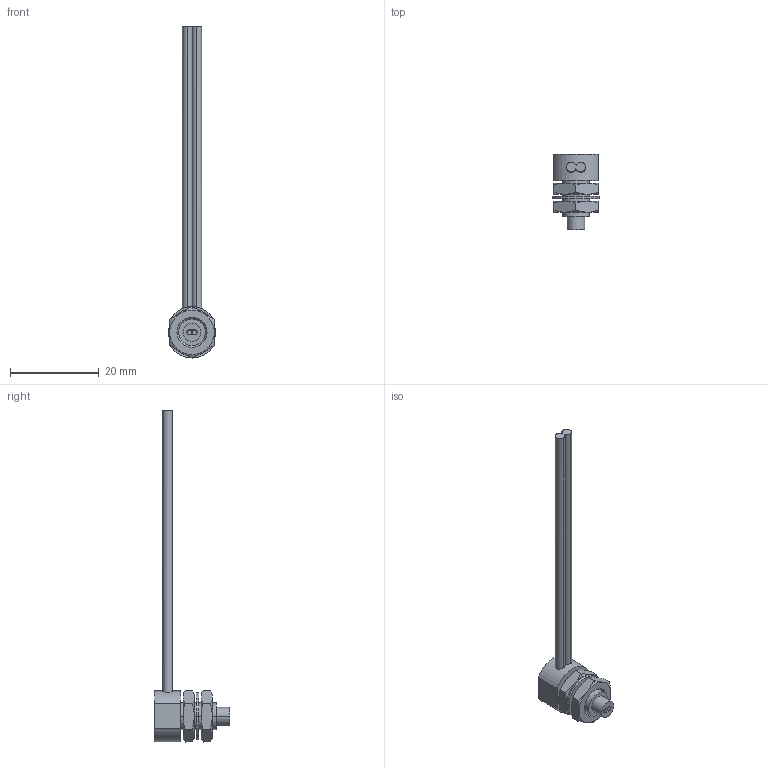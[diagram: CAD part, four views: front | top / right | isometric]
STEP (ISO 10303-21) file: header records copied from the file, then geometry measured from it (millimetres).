
FILE_DESCRIPTION((''),'2;1');
FILE_NAME('189442_ASM','2015-07-22T',('pdmadmin'),(''),'PRO/ENGINEER BY PARAMETRIC TECHNOLOGY CORPORATION, 2013230','PRO/ENGINEER BY PARAMETRIC TECHNOLOGY CORPORATION, 2013230','');
FILE_SCHEMA(('CONFIG_CONTROL_DESIGN'));
Length unit declared in the file: millimetre
Products named in the file (4): FRY-67TZ; M6_NUT; M6_RIKO_LOCKWASHER; 189442_ASM
Assembly tree (4 placements, depth 2):
  189442_ASM
    FRY-67TZ
    M6_NUT  x2
    M6_RIKO_LOCKWASHER
Bounding box: 10.52 x 17 x 74.61 mm (x, y, z)
Volume: 1635.8 mm3; surface area: 1983.2 mm2
Topology: 4 solids, 4 shells, 127 faces, 307 edges, 194 vertices
Faces by surface type: plane 57, cone 36, cylinder 34
Entity records: 3206 total; most frequent: CARTESIAN_POINT 721, DIRECTION 507, ORIENTED_EDGE 490, EDGE_CURVE 245, AXIS2_PLACEMENT_3D 185, VERTEX_POINT 158, VECTOR 137, LINE 137
